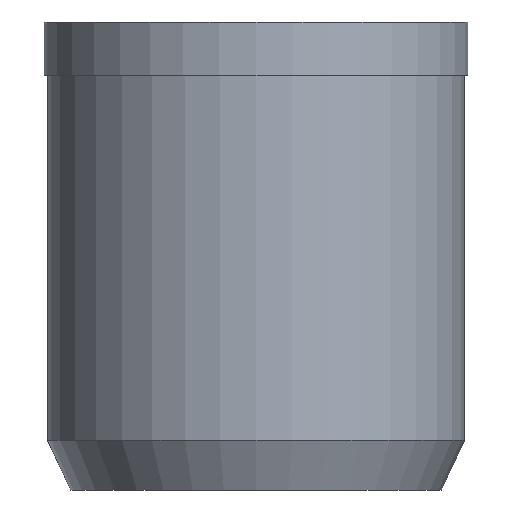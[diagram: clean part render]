
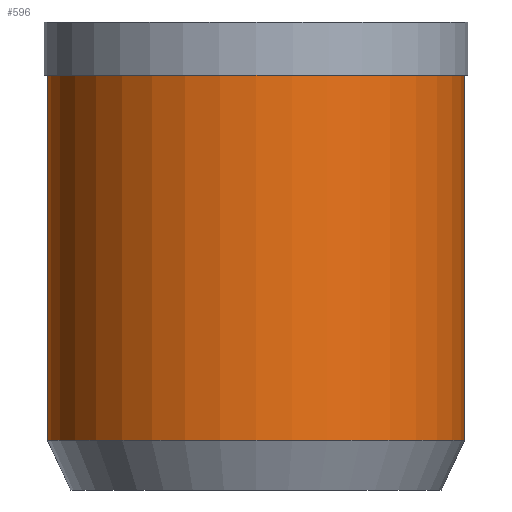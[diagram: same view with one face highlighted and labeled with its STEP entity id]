
A CAD part, left-side view. The second image highlights one B-rep face of the part: STEP entity #596.
In plain terms, the highlighted cylindrical face has radius 9 mm (diameter 18 mm), a partial arc.
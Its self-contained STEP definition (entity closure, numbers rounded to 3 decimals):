
#217=CARTESIAN_POINT('',(0.,0.,-18.055));
#218=DIRECTION('',(0.,0.,1.));
#219=DIRECTION('',(0.,1.,0.));
#220=AXIS2_PLACEMENT_3D('',#217,#218,#219);
#232=DIRECTION('',(0.,0.,-1.));
#233=VECTOR('',#232,15.755);
#234=CARTESIAN_POINT('',(0.,-9.,-2.3));
#235=LINE('',#234,#233);
#239=DIRECTION('',(0.,0.,-1.));
#240=VECTOR('',#239,15.755);
#241=CARTESIAN_POINT('',(0.,9.,-2.3));
#242=LINE('',#241,#240);
#262=CARTESIAN_POINT('',(0.,0.,-2.3));
#263=DIRECTION('',(0.,0.,-1.));
#264=DIRECTION('',(0.,-1.,0.));
#265=AXIS2_PLACEMENT_3D('',#262,#263,#264);
#360=CARTESIAN_POINT('',(0.,9.,-18.055));
#361=VERTEX_POINT('',#360);
#362=CARTESIAN_POINT('',(0.,-9.,-18.055));
#363=VERTEX_POINT('',#362);
#364=CARTESIAN_POINT('',(0.,9.,-2.3));
#365=VERTEX_POINT('',#364);
#366=CARTESIAN_POINT('',(0.,-9.,-2.3));
#367=VERTEX_POINT('',#366);
#582=CARTESIAN_POINT('',(0.,0.,1.01));
#583=DIRECTION('',(0.,0.,-1.));
#584=DIRECTION('',(0.,-1.,0.));
#585=AXIS2_PLACEMENT_3D('',#582,#583,#584);
#586=CYLINDRICAL_SURFACE('',#585,9.);
#588=ORIENTED_EDGE('',*,*,#587,.F.);
#590=ORIENTED_EDGE('',*,*,#589,.F.);
#592=ORIENTED_EDGE('',*,*,#591,.T.);
#593=ORIENTED_EDGE('',*,*,#575,.F.);
#594=EDGE_LOOP('',(#588,#590,#592,#593));
#595=FACE_OUTER_BOUND('',#594,.F.);
#221=CIRCLE('',#220,9.);
#266=CIRCLE('',#265,9.);
#575=EDGE_CURVE('',#361,#363,#221,.T.);
#587=EDGE_CURVE('',#365,#361,#242,.T.);
#589=EDGE_CURVE('',#367,#365,#266,.T.);
#591=EDGE_CURVE('',#367,#363,#235,.T.);
#596=ADVANCED_FACE('',(#595),#586,.T.);
